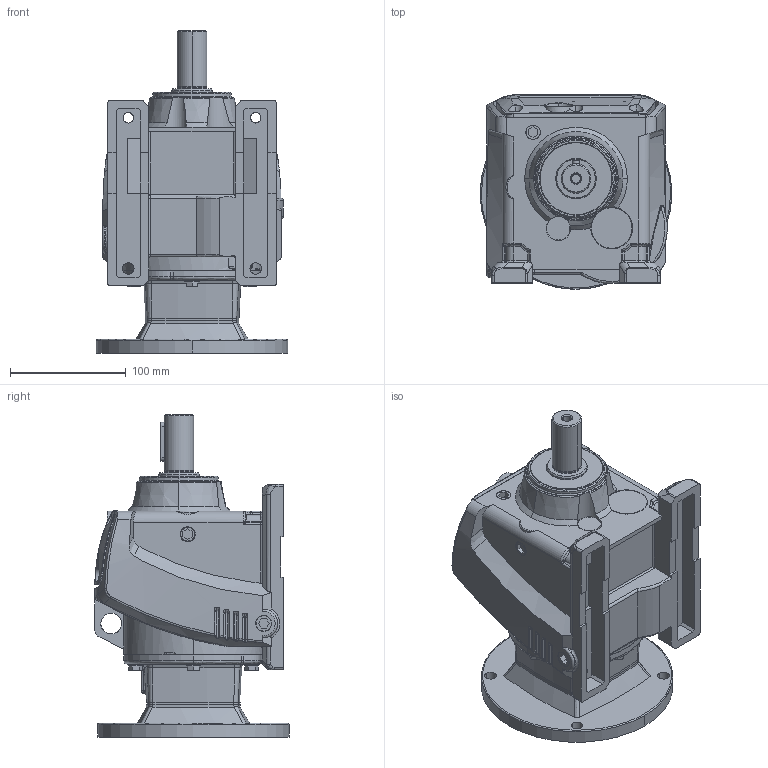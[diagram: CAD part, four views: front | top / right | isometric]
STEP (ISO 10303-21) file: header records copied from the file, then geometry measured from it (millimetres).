
FILE_DESCRIPTION (( 'STEP AP203' ), '1' );
FILE_NAME ('HGR-37-015-B.STEP', '2016-03-15T16:53:10', ( '' ), ( '' ), 'SwSTEP 2.0', 'SolidWorks 2015', '' );
FILE_SCHEMA (( 'CONFIG_CONTROL_DESIGN' ));
Length unit declared in the file: inch
Products named in the file (1): HGR-37-015-B
Bounding box: 165.1 x 167.55 x 278 mm (x, y, z)
Volume: 3065239.1 mm3; surface area: 308436.4 mm2
Topology: 28 solids, 28 shells, 1025 faces, 2607 edges, 1639 vertices
Faces by surface type: plane 348, bspline 304, cylinder 289, cone 84
Entity records: 59616 total; most frequent: CARTESIAN_POINT 37538, ORIENTED_EDGE 5150, DIRECTION 3710, EDGE_CURVE 2575, VERTEX_POINT 1639, AXIS2_PLACEMENT_3D 1376, EDGE_LOOP 1096, FACE_OUTER_BOUND 1025
